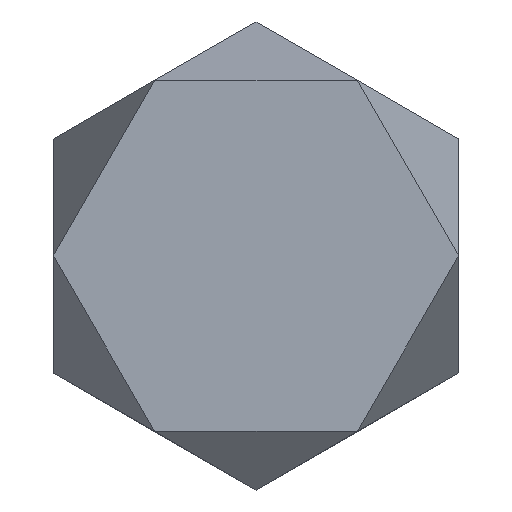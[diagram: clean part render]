
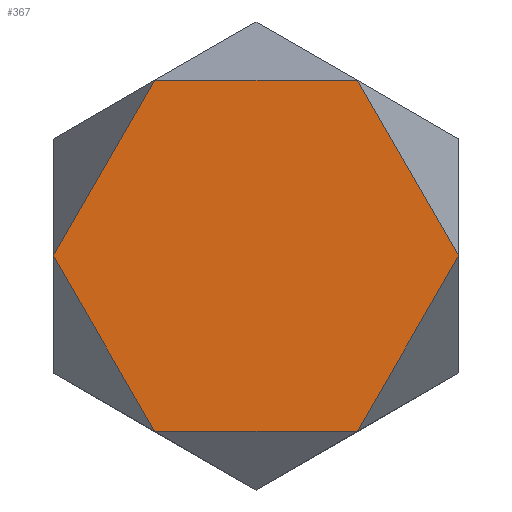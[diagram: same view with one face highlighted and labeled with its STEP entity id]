
A CAD part, top view. The second image highlights one B-rep face of the part: STEP entity #367.
In plain terms, the highlighted planar face has unit normal (0, 0, 1).
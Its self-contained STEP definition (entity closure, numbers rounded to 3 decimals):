
#25=FACE_OUTER_BOUND('',#51,.T.);
#51=EDGE_LOOP('',(#260,#261,#262,#263,#264,#265));
#75=LINE('',#549,#123);
#80=LINE('',#558,#128);
#86=LINE('',#571,#134);
#88=LINE('',#576,#136);
#89=LINE('',#577,#137);
#90=LINE('',#578,#138);
#123=VECTOR('',#441,10.);
#128=VECTOR('',#448,10.);
#134=VECTOR('',#460,10.);
#136=VECTOR('',#464,10.);
#137=VECTOR('',#465,10.);
#138=VECTOR('',#466,10.);
#171=VERTEX_POINT('',#547);
#172=VERTEX_POINT('',#548);
#174=VERTEX_POINT('',#554);
#179=VERTEX_POINT('',#570);
#180=VERTEX_POINT('',#574);
#181=VERTEX_POINT('',#575);
#195=EDGE_CURVE('',#171,#172,#75,.T.);
#200=EDGE_CURVE('',#174,#171,#80,.T.);
#206=EDGE_CURVE('',#172,#179,#86,.T.);
#208=EDGE_CURVE('',#180,#181,#88,.T.);
#209=EDGE_CURVE('',#181,#174,#89,.T.);
#210=EDGE_CURVE('',#179,#180,#90,.T.);
#260=ORIENTED_EDGE('',*,*,#208,.T.);
#261=ORIENTED_EDGE('',*,*,#209,.T.);
#262=ORIENTED_EDGE('',*,*,#200,.T.);
#263=ORIENTED_EDGE('',*,*,#195,.T.);
#264=ORIENTED_EDGE('',*,*,#206,.T.);
#265=ORIENTED_EDGE('',*,*,#210,.T.);
#341=PLANE('',#408);
#367=ADVANCED_FACE('',(#25),#341,.T.);
#408=AXIS2_PLACEMENT_3D('',#573,#462,#463);
#441=DIRECTION('',(-0.5,0.866,0.));
#448=DIRECTION('',(0.5,0.866,0.));
#460=DIRECTION('',(-1.,0.,0.));
#462=DIRECTION('center_axis',(0.,0.,1.));
#463=DIRECTION('ref_axis',(1.,0.,0.));
#464=DIRECTION('',(0.5,-0.866,0.));
#465=DIRECTION('',(1.,0.,0.));
#466=DIRECTION('',(-0.5,-0.866,0.));
#547=CARTESIAN_POINT('',(40.542,0.,55.219));
#548=CARTESIAN_POINT('',(20.046,35.5,55.219));
#549=CARTESIAN_POINT('',(40.542,0.,55.219));
#554=CARTESIAN_POINT('',(20.046,-35.5,55.219));
#558=CARTESIAN_POINT('',(20.046,-35.5,55.219));
#570=CARTESIAN_POINT('',(-20.945,35.5,55.219));
#571=CARTESIAN_POINT('',(20.046,35.5,55.219));
#573=CARTESIAN_POINT('Origin',(-42.261,-36.21,55.219));
#574=CARTESIAN_POINT('',(-41.441,0.,55.219));
#575=CARTESIAN_POINT('',(-20.945,-35.5,55.219));
#576=CARTESIAN_POINT('',(-41.441,0.,55.219));
#577=CARTESIAN_POINT('',(-20.945,-35.5,55.219));
#578=CARTESIAN_POINT('',(-20.945,35.5,55.219));
